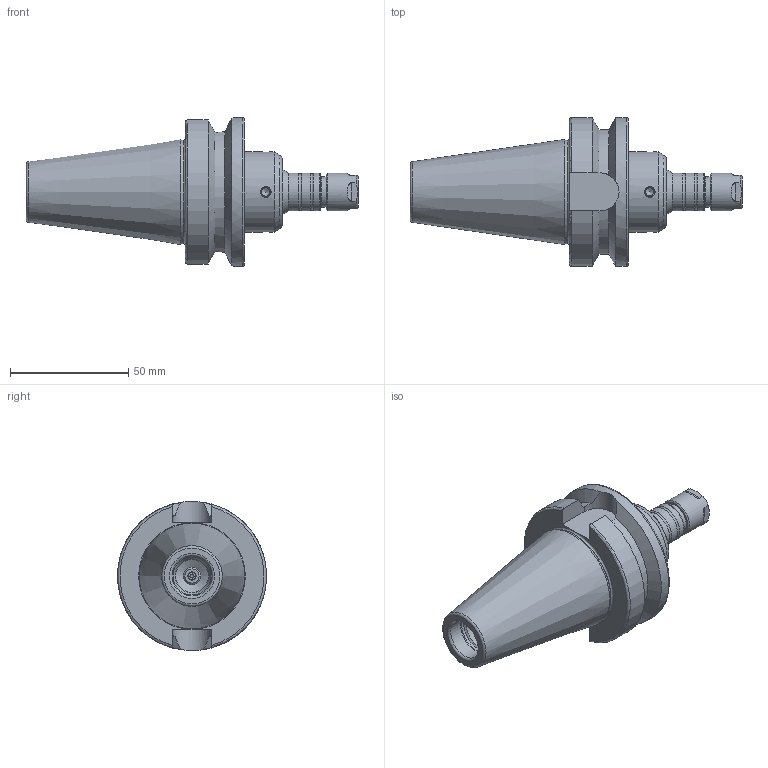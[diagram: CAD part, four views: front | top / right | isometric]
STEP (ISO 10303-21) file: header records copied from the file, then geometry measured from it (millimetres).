
FILE_DESCRIPTION((''),'2;1');
FILE_NAME('313000310075-3D.stp','2020-06-17T14:08:27',('nttooll'),(''),'Autodesk Inventor 2012','Autodesk Inventor 2012','');
FILE_SCHEMA(('AUTOMOTIVE_DESIGN { 1 0 10303 214 1 1 1 1 }'));
Length unit declared in the file: millimetre
Products named in the file (1): 313000310075-3D
Bounding box: 140.4 x 63 x 63 mm (x, y, z)
Volume: 138091.3 mm3; surface area: 27477.1 mm2
Topology: 1 solids, 1 shells, 132 faces, 272 edges, 169 vertices
Faces by surface type: cylinder 50, plane 40, cone 30, torus 11, sphere 1
Full cylindrical faces by diameter (mm): 1.7 x1, 3 x1, 3.464 x4, 3.5 x1, 4.5 x4, 5.2 x4, 5.745 x1, 7 x2, 7.3 x1, 8 x2, 8.5 x1, 8.75 x1, 9.7 x1, 12.2 x1, 13 x2, 13.7 x1, 14 x1, 14.25 x1, 16 x5, 17 x1, 17.4 x1, 34 x1, 43.5 x1, 63 x1
Entity records: 3256 total; most frequent: CARTESIAN_POINT 799, DIRECTION 534, ORIENTED_EDGE 362, AXIS2_PLACEMENT_3D 250, EDGE_LOOP 236, EDGE_CURVE 181, VERTEX_POINT 155, FACE_OUTER_BOUND 132
